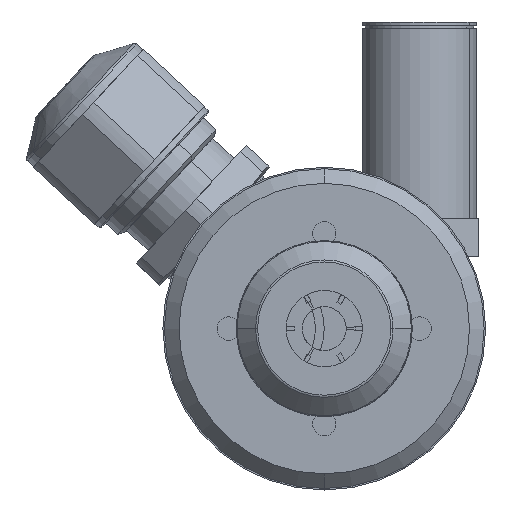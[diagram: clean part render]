
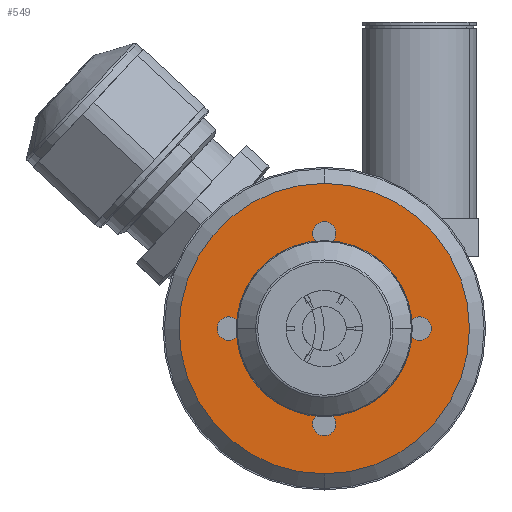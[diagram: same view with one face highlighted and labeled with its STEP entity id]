
A CAD part, left-side view. The second image highlights one B-rep face of the part: STEP entity #549.
In plain terms, the highlighted planar face has unit normal (-1, 0, 0).
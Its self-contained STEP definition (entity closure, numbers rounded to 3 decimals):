
#265 = EDGE_LOOP ( 'NONE', ( #492, #442 ) ) ;
#267 = ORIENTED_EDGE ( 'NONE', *, *, #352, .F. ) ;
#269 = ORIENTED_EDGE ( 'NONE', *, *, #375, .F. ) ;
#276 = EDGE_CURVE ( 'NONE', #499, #436, #3421, .T. ) ;
#277 = ORIENTED_EDGE ( 'NONE', *, *, #397, .F. ) ;
#283 = ORIENTED_EDGE ( 'NONE', *, *, #362, .F. ) ;
#284 = ORIENTED_EDGE ( 'NONE', *, *, #345, .F. ) ;
#306 = VERTEX_POINT ( 'NONE', #3639 ) ;
#317 = VERTEX_POINT ( 'NONE', #3634 ) ;
#332 = EDGE_CURVE ( 'NONE', #317, #335, #3472, .T. ) ;
#335 = VERTEX_POINT ( 'NONE', #3554 ) ;
#345 = EDGE_CURVE ( 'NONE', #368, #369, #3466, .T. ) ;
#348 = VERTEX_POINT ( 'NONE', #3550 ) ;
#352 = EDGE_CURVE ( 'NONE', #544, #348, #3468, .T. ) ;
#357 = EDGE_CURVE ( 'NONE', #348, #544, #3621, .T. ) ;
#360 = EDGE_CURVE ( 'NONE', #335, #317, #3612, .T. ) ;
#362 = EDGE_CURVE ( 'NONE', #547, #306, #3608, .T. ) ;
#368 = VERTEX_POINT ( 'NONE', #3452 ) ;
#369 = VERTEX_POINT ( 'NONE', #3604 ) ;
#370 = EDGE_CURVE ( 'NONE', #369, #368, #3459, .T. ) ;
#375 = EDGE_CURVE ( 'NONE', #306, #547, #3438, .T. ) ;
#396 = VERTEX_POINT ( 'NONE', #3533 ) ;
#397 = EDGE_CURVE ( 'NONE', #408, #396, #3506, .T. ) ;
#408 = VERTEX_POINT ( 'NONE', #3505 ) ;
#427 = EDGE_LOOP ( 'NONE', ( #269, #283 ) ) ;
#430 = ORIENTED_EDGE ( 'NONE', *, *, #370, .F. ) ;
#434 = EDGE_LOOP ( 'NONE', ( #498, #267 ) ) ;
#435 = EDGE_CURVE ( 'NONE', #436, #499, #8100, .T. ) ;
#436 = VERTEX_POINT ( 'NONE', #8123 ) ;
#441 = EDGE_LOOP ( 'NONE', ( #284, #430 ) ) ;
#442 = ORIENTED_EDGE ( 'NONE', *, *, #276, .F. ) ;
#492 = ORIENTED_EDGE ( 'NONE', *, *, #435, .F. ) ;
#498 = ORIENTED_EDGE ( 'NONE', *, *, #357, .F. ) ;
#499 = VERTEX_POINT ( 'NONE', #7970 ) ;
#505 = ORIENTED_EDGE ( 'NONE', *, *, #529, .F. ) ;
#528 = EDGE_LOOP ( 'NONE', ( #551, #550 ) ) ;
#529 = EDGE_CURVE ( 'NONE', #396, #408, #8035, .T. ) ;
#536 = EDGE_LOOP ( 'NONE', ( #505, #277 ) ) ;
#544 = VERTEX_POINT ( 'NONE', #8016 ) ;
#547 = VERTEX_POINT ( 'NONE', #8004 ) ;
#549 = ADVANCED_FACE ( 'NONE', ( #8014, #8002, #8013, #8009, #3847, #3845 ), #3747, .F. ) ;
#550 = ORIENTED_EDGE ( 'NONE', *, *, #332, .T. ) ;
#551 = ORIENTED_EDGE ( 'NONE', *, *, #360, .T. ) ;
#3370 = DIRECTION ( 'NONE',  ( 0., 0., 1. ) ) ;
#3374 = DIRECTION ( 'NONE',  ( -1., 0., 0. ) ) ;
#3411 = CARTESIAN_POINT ( 'NONE',  ( -73.4, 0., 0. ) ) ;
#3414 = AXIS2_PLACEMENT_3D ( 'NONE', #3411, #3374, #3370 ) ;
#3421 = CIRCLE ( 'NONE', #3414, 4.625 ) ;
#3429 = DIRECTION ( 'NONE',  ( 0., 0., 1. ) ) ;
#3430 = DIRECTION ( 'NONE',  ( -1., 0., 0. ) ) ;
#3431 = CARTESIAN_POINT ( 'NONE',  ( -73.4, -6.5, 0. ) ) ;
#3438 = CIRCLE ( 'NONE', #3442, 0.8 ) ;
#3442 = AXIS2_PLACEMENT_3D ( 'NONE', #3431, #3430, #3429 ) ;
#3443 = DIRECTION ( 'NONE',  ( 0., 0., 1. ) ) ;
#3444 = DIRECTION ( 'NONE',  ( -1., 0., 0. ) ) ;
#3448 = CARTESIAN_POINT ( 'NONE',  ( -73.4, 0., 6.5 ) ) ;
#3452 = CARTESIAN_POINT ( 'NONE',  ( -73.4, 0., 7.3 ) ) ;
#3454 = DIRECTION ( 'NONE',  ( 0., 0., 1. ) ) ;
#3455 = DIRECTION ( 'NONE',  ( -1., 0., 0. ) ) ;
#3456 = CARTESIAN_POINT ( 'NONE',  ( -73.4, -6.5, 0. ) ) ;
#3457 = AXIS2_PLACEMENT_3D ( 'NONE', #3456, #3455, #3454 ) ;
#3459 = CIRCLE ( 'NONE', #3611, 0.8 ) ;
#3466 = CIRCLE ( 'NONE', #3642, 0.8 ) ;
#3468 = CIRCLE ( 'NONE', #3651, 0.8 ) ;
#3472 = CIRCLE ( 'NONE', #3492, 9.9 ) ;
#3482 = DIRECTION ( 'NONE',  ( 0., 0., -1. ) ) ;
#3483 = DIRECTION ( 'NONE',  ( -1., 0., 0. ) ) ;
#3492 = AXIS2_PLACEMENT_3D ( 'NONE', #3564, #3483, #3482 ) ;
#3505 = CARTESIAN_POINT ( 'NONE',  ( -73.4, 0., -7.3 ) ) ;
#3506 = CIRCLE ( 'NONE', #3579, 0.8 ) ;
#3523 = DIRECTION ( 'NONE',  ( 0., 0., 1. ) ) ;
#3524 = DIRECTION ( 'NONE',  ( -1., 0., 0. ) ) ;
#3525 = CARTESIAN_POINT ( 'NONE',  ( -73.4, 0., -6.5 ) ) ;
#3533 = CARTESIAN_POINT ( 'NONE',  ( -73.4, 0., -5.7 ) ) ;
#3549 = CARTESIAN_POINT ( 'NONE',  ( -73.4, 6.5, 0. ) ) ;
#3550 = CARTESIAN_POINT ( 'NONE',  ( -73.4, 6.5, 0.8 ) ) ;
#3554 = CARTESIAN_POINT ( 'NONE',  ( -73.4, 0., -9.9 ) ) ;
#3564 = CARTESIAN_POINT ( 'NONE',  ( -73.4, 0., 0. ) ) ;
#3579 = AXIS2_PLACEMENT_3D ( 'NONE', #3525, #3524, #3523 ) ;
#3600 = DIRECTION ( 'NONE',  ( 0., 0., -1. ) ) ;
#3601 = DIRECTION ( 'NONE',  ( -1., 0., 0. ) ) ;
#3602 = CARTESIAN_POINT ( 'NONE',  ( -73.4, 0., 0. ) ) ;
#3603 = AXIS2_PLACEMENT_3D ( 'NONE', #3602, #3601, #3600 ) ;
#3604 = CARTESIAN_POINT ( 'NONE',  ( -73.4, 0., 5.7 ) ) ;
#3605 = DIRECTION ( 'NONE',  ( 0., 0., 1. ) ) ;
#3606 = DIRECTION ( 'NONE',  ( -1., 0., 0. ) ) ;
#3607 = CARTESIAN_POINT ( 'NONE',  ( -73.4, 6.5, 0. ) ) ;
#3608 = CIRCLE ( 'NONE', #3457, 0.8 ) ;
#3611 = AXIS2_PLACEMENT_3D ( 'NONE', #3448, #3444, #3443 ) ;
#3612 = CIRCLE ( 'NONE', #3603, 9.9 ) ;
#3613 = AXIS2_PLACEMENT_3D ( 'NONE', #3607, #3606, #3605 ) ;
#3621 = CIRCLE ( 'NONE', #3613, 0.8 ) ;
#3622 = DIRECTION ( 'NONE',  ( 0., 0., 1. ) ) ;
#3623 = DIRECTION ( 'NONE',  ( -1., 0., 0. ) ) ;
#3634 = CARTESIAN_POINT ( 'NONE',  ( -73.4, 0., 9.9 ) ) ;
#3639 = CARTESIAN_POINT ( 'NONE',  ( -73.4, -6.5, 0.8 ) ) ;
#3640 = DIRECTION ( 'NONE',  ( 0., 0., 1. ) ) ;
#3641 = DIRECTION ( 'NONE',  ( -1., 0., 0. ) ) ;
#3642 = AXIS2_PLACEMENT_3D ( 'NONE', #3643, #3641, #3640 ) ;
#3643 = CARTESIAN_POINT ( 'NONE',  ( -73.4, 0., 6.5 ) ) ;
#3651 = AXIS2_PLACEMENT_3D ( 'NONE', #3549, #3623, #3622 ) ;
#3743 = DIRECTION ( 'NONE',  ( 0., 0., -1. ) ) ;
#3744 = DIRECTION ( 'NONE',  ( 1., 0., 0. ) ) ;
#3745 = CARTESIAN_POINT ( 'NONE',  ( -73.4, 10.9, 0. ) ) ;
#3746 = AXIS2_PLACEMENT_3D ( 'NONE', #3745, #3744, #3743 ) ;
#3747 = PLANE ( 'NONE',  #3746 ) ;
#3845 = FACE_BOUND ( 'NONE', #265, .T. ) ;
#3847 = FACE_BOUND ( 'NONE', #434, .T. ) ;
#7970 = CARTESIAN_POINT ( 'NONE',  ( -73.4, 0., -4.625 ) ) ;
#8002 = FACE_BOUND ( 'NONE', #536, .T. ) ;
#8004 = CARTESIAN_POINT ( 'NONE',  ( -73.4, -6.5, -0.8 ) ) ;
#8009 = FACE_BOUND ( 'NONE', #441, .T. ) ;
#8013 = FACE_BOUND ( 'NONE', #427, .T. ) ;
#8014 = FACE_OUTER_BOUND ( 'NONE', #528, .T. ) ;
#8016 = CARTESIAN_POINT ( 'NONE',  ( -73.4, 6.5, -0.8 ) ) ;
#8035 = CIRCLE ( 'NONE', #8117, 0.8 ) ;
#8096 = DIRECTION ( 'NONE',  ( 0., 0., 1. ) ) ;
#8097 = DIRECTION ( 'NONE',  ( -1., 0., 0. ) ) ;
#8098 = CARTESIAN_POINT ( 'NONE',  ( -73.4, 0., 0. ) ) ;
#8100 = CIRCLE ( 'NONE', #8101, 4.625 ) ;
#8101 = AXIS2_PLACEMENT_3D ( 'NONE', #8098, #8097, #8096 ) ;
#8109 = DIRECTION ( 'NONE',  ( 0., 0., 1. ) ) ;
#8110 = DIRECTION ( 'NONE',  ( -1., 0., 0. ) ) ;
#8111 = CARTESIAN_POINT ( 'NONE',  ( -73.4, 0., -6.5 ) ) ;
#8117 = AXIS2_PLACEMENT_3D ( 'NONE', #8111, #8110, #8109 ) ;
#8123 = CARTESIAN_POINT ( 'NONE',  ( -73.4, 0., 4.625 ) ) ;
